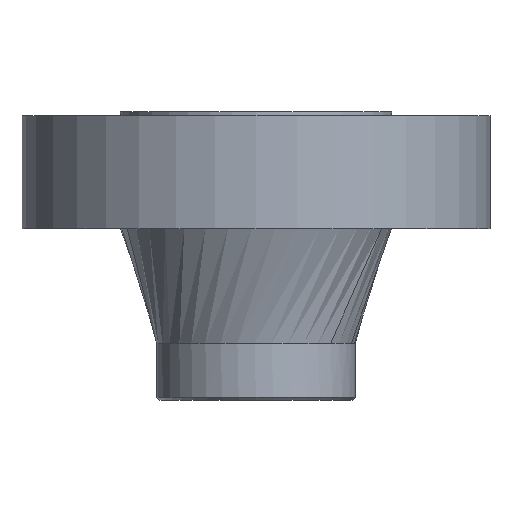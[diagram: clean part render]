
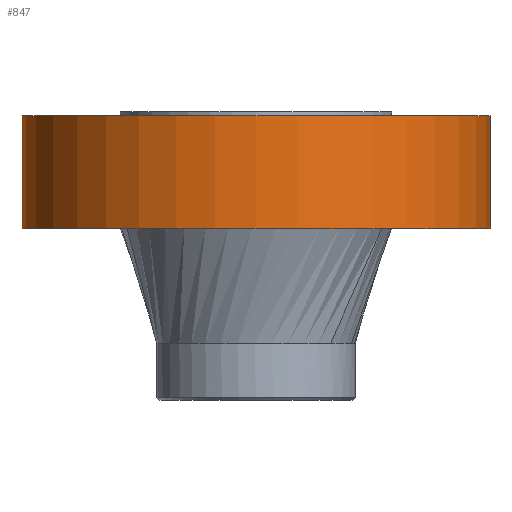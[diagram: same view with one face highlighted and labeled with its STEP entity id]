
A CAD part, front view. The second image highlights one B-rep face of the part: STEP entity #847.
In plain terms, the highlighted cylindrical face has radius 381 mm (diameter 762 mm), a partial arc.
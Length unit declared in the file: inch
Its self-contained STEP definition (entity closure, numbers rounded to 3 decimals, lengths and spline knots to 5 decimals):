
#42 = VERTEX_POINT ( 'NONE', #1061 ) ;
#43 = VERTEX_POINT ( 'NONE', #957 ) ;
#82 = ORIENTED_EDGE ( 'NONE', *, *, #394, .F. ) ;
#85 = EDGE_CURVE ( 'NONE', #42, #43, #1122, .T. ) ;
#107 = CARTESIAN_POINT ( 'NONE',  ( -15., 0., -7.25 ) ) ;
#135 = VECTOR ( 'NONE', #757, 39.37008 ) ;
#192 = DIRECTION ( 'NONE',  ( 0., 0., 1. ) ) ;
#249 = CIRCLE ( 'NONE', #1362, 15. ) ;
#253 = DIRECTION ( 'NONE',  ( 1., 0., 0. ) ) ;
#299 = LINE ( 'NONE', #511, #446 ) ;
#375 = AXIS2_PLACEMENT_3D ( 'NONE', #954, #836, #1389 ) ;
#394 = EDGE_CURVE ( 'NONE', #1372, #42, #299, .T. ) ;
#436 = CARTESIAN_POINT ( 'NONE',  ( 15., 0., -49.67641 ) ) ;
#446 = VECTOR ( 'NONE', #192, 39.37008 ) ;
#511 = CARTESIAN_POINT ( 'NONE',  ( -15., 0., -49.67641 ) ) ;
#512 = EDGE_CURVE ( 'NONE', #544, #43, #765, .T. ) ;
#533 = EDGE_LOOP ( 'NONE', ( #82, #937, #614, #1230 ) ) ;
#544 = VERTEX_POINT ( 'NONE', #785 ) ;
#599 = AXIS2_PLACEMENT_3D ( 'NONE', #1114, #1219, #253 ) ;
#614 = ORIENTED_EDGE ( 'NONE', *, *, #512, .T. ) ;
#653 = DIRECTION ( 'NONE',  ( 1., 0., 0. ) ) ;
#757 = DIRECTION ( 'NONE',  ( 0., 0., 1. ) ) ;
#765 = LINE ( 'NONE', #436, #135 ) ;
#785 = CARTESIAN_POINT ( 'NONE',  ( 15., 0., -7.25 ) ) ;
#836 = DIRECTION ( 'NONE',  ( 0., 0., 1. ) ) ;
#847 = ADVANCED_FACE ( 'NONE', ( #946 ), #1382, .T. ) ;
#885 = CARTESIAN_POINT ( 'NONE',  ( 0., 0., -7.25 ) ) ;
#912 = EDGE_CURVE ( 'NONE', #544, #1372, #249, .T. ) ;
#937 = ORIENTED_EDGE ( 'NONE', *, *, #912, .F. ) ;
#946 = FACE_OUTER_BOUND ( 'NONE', #533, .T. ) ;
#954 = CARTESIAN_POINT ( 'NONE',  ( 0., 0., -49.67641 ) ) ;
#957 = CARTESIAN_POINT ( 'NONE',  ( 15., 0., 0. ) ) ;
#1061 = CARTESIAN_POINT ( 'NONE',  ( -15., 0., 0. ) ) ;
#1090 = DIRECTION ( 'NONE',  ( 0., 0., -1. ) ) ;
#1114 = CARTESIAN_POINT ( 'NONE',  ( 0., 0., 0. ) ) ;
#1122 = CIRCLE ( 'NONE', #599, 15. ) ;
#1219 = DIRECTION ( 'NONE',  ( 0., 0., 1. ) ) ;
#1230 = ORIENTED_EDGE ( 'NONE', *, *, #85, .F. ) ;
#1362 = AXIS2_PLACEMENT_3D ( 'NONE', #885, #1090, #653 ) ;
#1372 = VERTEX_POINT ( 'NONE', #107 ) ;
#1382 = CYLINDRICAL_SURFACE ( 'NONE', #375, 15. ) ;
#1389 = DIRECTION ( 'NONE',  ( 1., 0., 0. ) ) ;
